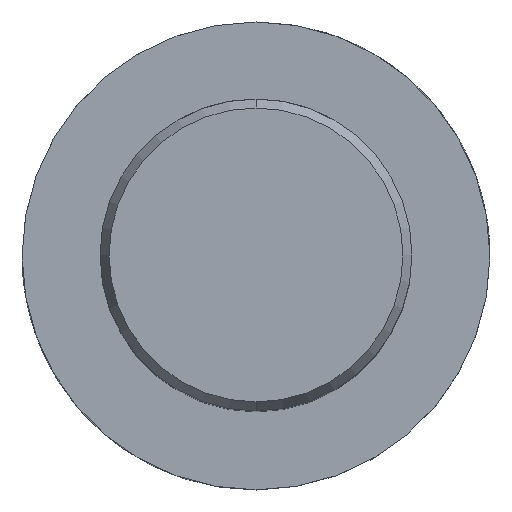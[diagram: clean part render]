
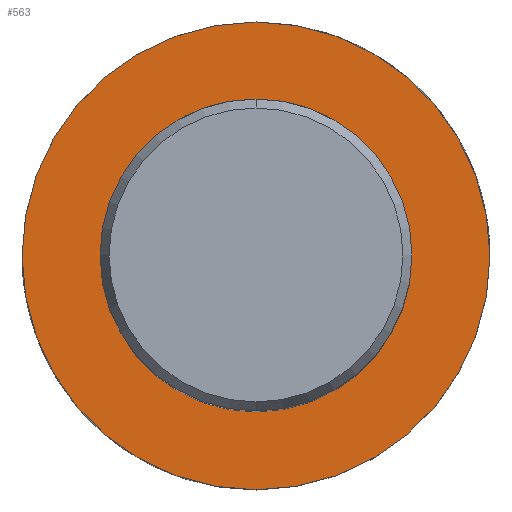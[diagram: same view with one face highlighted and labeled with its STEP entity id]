
A CAD part, top view. The second image highlights one B-rep face of the part: STEP entity #563.
In plain terms, the highlighted planar face has unit normal (0, 0, 1).
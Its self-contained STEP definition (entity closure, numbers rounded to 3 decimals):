
#525=EDGE_CURVE('',#1211,#687,#1345,.T.);
#563=ADVANCED_FACE('',(#1386,#1387),#1388,.T.);
#687=VERTEX_POINT('',#1529);
#997=VERTEX_POINT('',#1863);
#1029=EDGE_CURVE('',#687,#1211,#1897,.T.);
#1121=EDGE_CURVE('',#1143,#997,#1998,.T.);
#1143=VERTEX_POINT('',#2023);
#1191=EDGE_CURVE('',#997,#1143,#2075,.T.);
#1211=VERTEX_POINT('',#2096);
#1345=CIRCLE('',#2460,30.0);
#1386=FACE_BOUND('',#2542,.T.);
#1387=FACE_OUTER_BOUND('',#2543,.T.);
#1388=PLANE('',#2544);
#1529=CARTESIAN_POINT('',(0.,-30.0,-70.0));
#1863=CARTESIAN_POINT('',(0.0,20.0,-70.0));
#1897=CIRCLE('',#4219,30.0);
#1998=CIRCLE('',#4463,20.0);
#2023=CARTESIAN_POINT('',(0.,-20.0,-70.0));
#2075=CIRCLE('',#4687,20.0);
#2096=CARTESIAN_POINT('',(0.0,30.0,-70.0));
#2460=AXIS2_PLACEMENT_3D('',#5017,#5018,#5019);
#2542=EDGE_LOOP('',(#5074,#5075));
#2543=EDGE_LOOP('',(#5076,#5077));
#2544=AXIS2_PLACEMENT_3D('',#5078,#5079,#5080);
#4219=AXIS2_PLACEMENT_3D('',#5681,#5682,#5683);
#4463=AXIS2_PLACEMENT_3D('',#5794,#5795,#5796);
#4687=AXIS2_PLACEMENT_3D('',#5881,#5882,#5883);
#5017=CARTESIAN_POINT('',(0.0,0.0,-70.0));
#5018=DIRECTION('',(0.0,0.0,-1.0));
#5019=DIRECTION('',(0.0,1.0,0.0));
#5074=ORIENTED_EDGE('',*,*,#1191,.T.);
#5075=ORIENTED_EDGE('',*,*,#1121,.T.);
#5076=ORIENTED_EDGE('',*,*,#525,.F.);
#5077=ORIENTED_EDGE('',*,*,#1029,.F.);
#5078=CARTESIAN_POINT('',(0.0,15.0,-70.0));
#5079=DIRECTION('',(-0.0,0.0,1.0));
#5080=DIRECTION('',(0.0,-1.0,0.0));
#5681=CARTESIAN_POINT('',(0.0,0.0,-70.0));
#5682=DIRECTION('',(0.0,0.0,-1.0));
#5683=DIRECTION('',(0.0,1.0,0.0));
#5794=CARTESIAN_POINT('',(0.0,0.0,-70.0));
#5795=DIRECTION('',(-0.0,0.0,-1.0));
#5796=DIRECTION('',(0.0,1.0,0.0));
#5881=CARTESIAN_POINT('',(0.0,0.0,-70.0));
#5882=DIRECTION('',(-0.0,0.0,-1.0));
#5883=DIRECTION('',(0.0,1.0,0.0));
